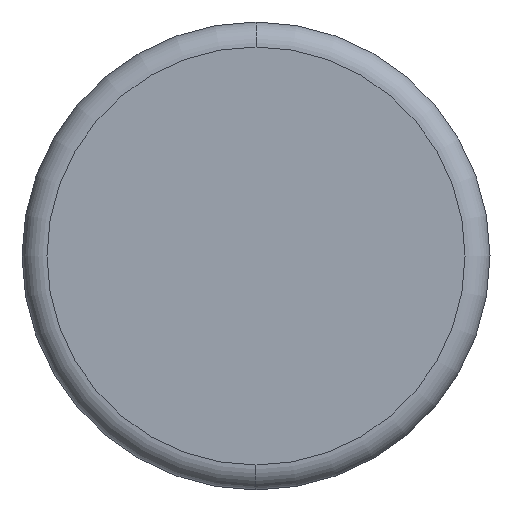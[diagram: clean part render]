
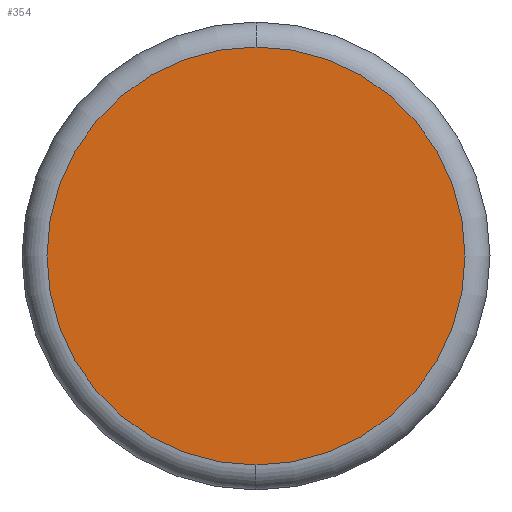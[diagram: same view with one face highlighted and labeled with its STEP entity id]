
A CAD part, front view. The second image highlights one B-rep face of the part: STEP entity #354.
In plain terms, the highlighted planar face has unit normal (0, -1, 0).
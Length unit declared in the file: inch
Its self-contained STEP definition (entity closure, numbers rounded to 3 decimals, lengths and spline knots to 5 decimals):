
#16 = AXIS2_PLACEMENT_3D ( 'NONE', #107, #528, #520 ) ;
#88 = DIRECTION ( 'NONE',  ( 0., 0., -1. ) ) ;
#102 = CARTESIAN_POINT ( 'NONE',  ( 0., 0., 0.08375 ) ) ;
#107 = CARTESIAN_POINT ( 'NONE',  ( 0., 0., 0. ) ) ;
#111 = ORIENTED_EDGE ( 'NONE', *, *, #448, .T. ) ;
#119 = EDGE_CURVE ( 'NONE', #508, #217, #516, .T. ) ;
#166 = DIRECTION ( 'NONE',  ( 0., -1., 0. ) ) ;
#215 = AXIS2_PLACEMENT_3D ( 'NONE', #341, #381, #339 ) ;
#217 = VERTEX_POINT ( 'NONE', #102 ) ;
#239 = CIRCLE ( 'NONE', #16, 0.08375 ) ;
#249 = CARTESIAN_POINT ( 'NONE',  ( 0., 0., 0. ) ) ;
#296 = FACE_OUTER_BOUND ( 'NONE', #536, .T. ) ;
#339 = DIRECTION ( 'NONE',  ( 0., 0., -1. ) ) ;
#341 = CARTESIAN_POINT ( 'NONE',  ( 0., 0., 0. ) ) ;
#354 = ADVANCED_FACE ( 'NONE', ( #296 ), #388, .T. ) ;
#381 = DIRECTION ( 'NONE',  ( 0., -1., 0. ) ) ;
#388 = PLANE ( 'NONE',  #430 ) ;
#430 = AXIS2_PLACEMENT_3D ( 'NONE', #249, #166, #88 ) ;
#432 = CARTESIAN_POINT ( 'NONE',  ( 0., 0., -0.08375 ) ) ;
#448 = EDGE_CURVE ( 'NONE', #217, #508, #239, .T. ) ;
#493 = ORIENTED_EDGE ( 'NONE', *, *, #119, .T. ) ;
#508 = VERTEX_POINT ( 'NONE', #432 ) ;
#516 = CIRCLE ( 'NONE', #215, 0.08375 ) ;
#520 = DIRECTION ( 'NONE',  ( 0., 0., -1. ) ) ;
#528 = DIRECTION ( 'NONE',  ( 0., -1., 0. ) ) ;
#536 = EDGE_LOOP ( 'NONE', ( #493, #111 ) ) ;
